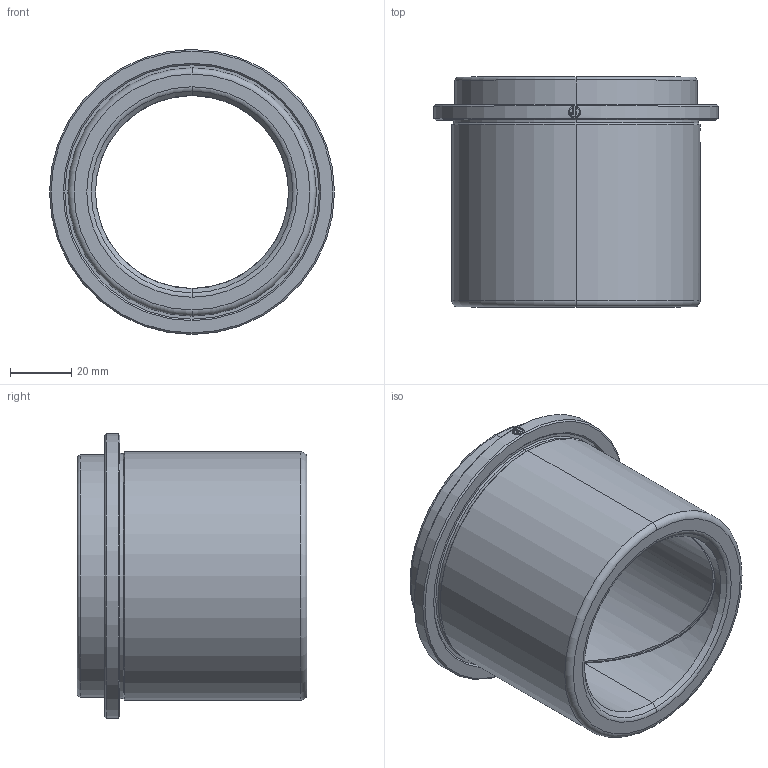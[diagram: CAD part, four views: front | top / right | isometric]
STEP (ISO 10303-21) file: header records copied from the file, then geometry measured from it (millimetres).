
FILE_DESCRIPTION (( 'STEP AP214' ), '1' );
FILE_NAME ('668QM 627QM-D63.STEP', '2021-11-07T01:00:08', ( '' ), ( '' ), 'SwSTEP 2.0', 'SolidWorks 2016', '' );
FILE_SCHEMA (( 'AUTOMOTIVE_DESIGN' ));
Length unit declared in the file: millimetre
Products named in the file (2): 668QM 627QM-D63
Bounding box: 93 x 75 x 93 mm (x, y, z)
Volume: 156952.2 mm3; surface area: 41180.4 mm2
Topology: 1 solids, 1 shells, 80 faces, 192 edges, 118 vertices
Faces by surface type: bspline 24, cylinder 21, plane 15, cone 10, torus 10
Entity records: 7168 total; most frequent: CARTESIAN_POINT 5457, ORIENTED_EDGE 384, DIRECTION 290, EDGE_CURVE 192, AXIS2_PLACEMENT_3D 124, VERTEX_POINT 118, EDGE_LOOP 88, B_SPLINE_CURVE_WITH_KNOTS 84
